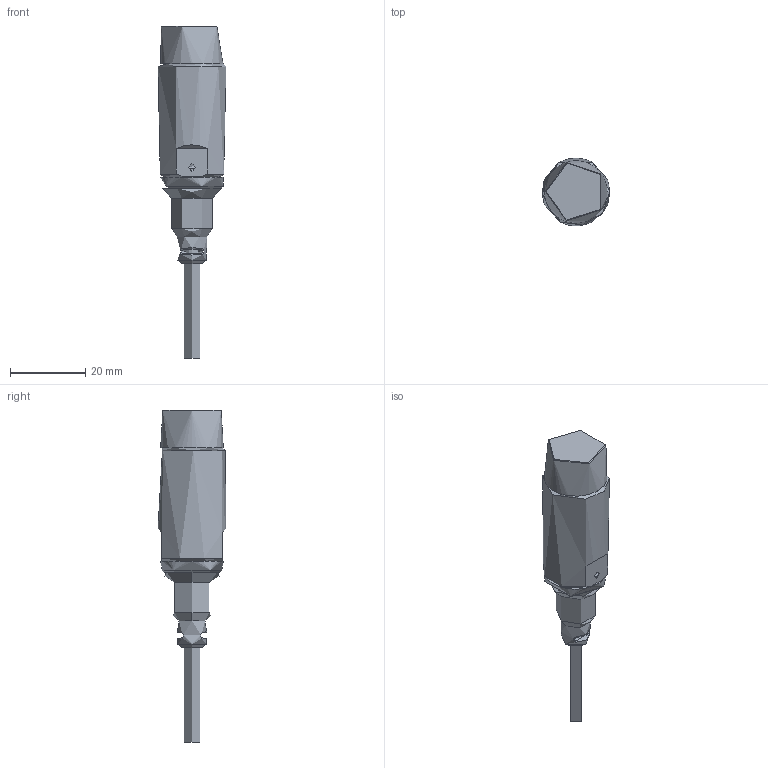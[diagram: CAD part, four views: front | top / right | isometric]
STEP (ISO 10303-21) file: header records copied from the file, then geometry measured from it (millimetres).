
FILE_DESCRIPTION(/* description */ (''),/* implementation_level */ '2;1');
FILE_NAME(/* name */ 'icb18_3x_no_flush_cable_30mm_asm.stp',/* time_stamp */ '2015-05-07T14:57:35+02:00',/* author */ ('ddecol'),/* organization */ (''),/* preprocessor_version */ 'ST-DEVELOPER v15.6',/* originating_system */ 'Autodesk Inventor 2015',/* authorisation */ '');
FILE_SCHEMA (('AUTOMOTIVE_DESIGN { 1 0 10303 214 3 1 1 }'));
Length unit declared in the file: millimetre
Products named in the file (1): icb18_3x_no_flush_cable_30mm_asm
Bounding box: 17.99 x 18 x 88 mm (x, y, z)
Surface area: 3757.5 mm2 (no closed solid volume)
Topology: 0 solids, 7 shells, 60 faces, 178 edges, 122 vertices
Faces by surface type: bspline 24, plane 20, cylinder 8, cone 6, torus 2
Full cylindrical faces by diameter (mm): 2 x2, 4.2 x1, 10.7 x1, 16.6 x1, 18 x1
Entity records: 2878 total; most frequent: CARTESIAN_POINT 1411, ORIENTED_EDGE 268, DIRECTION 236, EDGE_CURVE 164, VERTEX_POINT 120, AXIS2_PLACEMENT_3D 93, EDGE_LOOP 77, FACE_OUTER_BOUND 60
